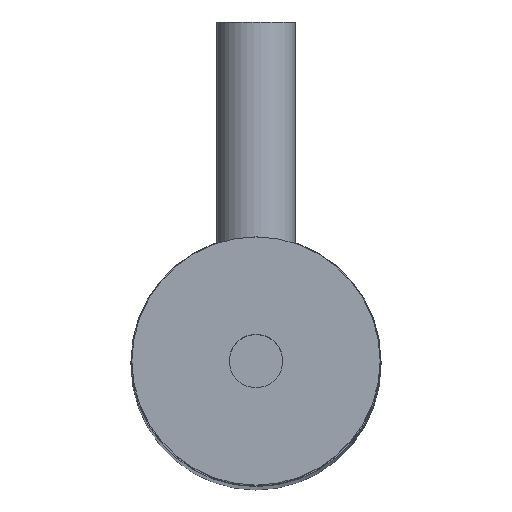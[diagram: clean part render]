
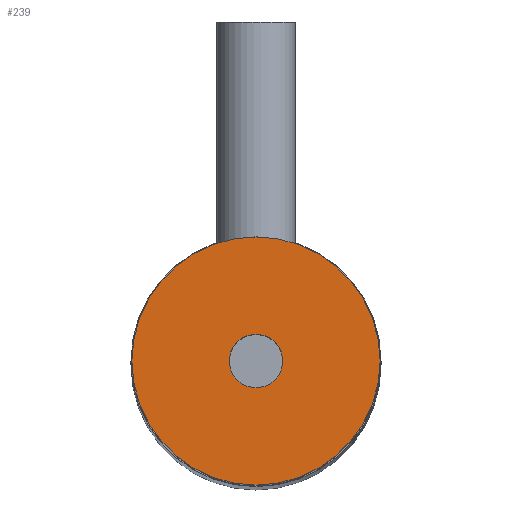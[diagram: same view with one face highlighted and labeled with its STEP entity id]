
A CAD part, top view. The second image highlights one B-rep face of the part: STEP entity #239.
In plain terms, the highlighted planar face has unit normal (0, 0, 1).
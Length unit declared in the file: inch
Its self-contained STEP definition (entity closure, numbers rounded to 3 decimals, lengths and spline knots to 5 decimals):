
#152 = VERTEX_POINT ( 'NONE', #941 ) ;
#154 = EDGE_CURVE ( 'NONE', #155, #152, #940, .T. ) ;
#155 = VERTEX_POINT ( 'NONE', #935 ) ;
#161 = EDGE_LOOP ( 'NONE', ( #162, #163 ) ) ;
#162 = ORIENTED_EDGE ( 'NONE', *, *, #238, .F. ) ;
#163 = ORIENTED_EDGE ( 'NONE', *, *, #176, .F. ) ;
#164 = EDGE_LOOP ( 'NONE', ( #165, #220 ) ) ;
#165 = ORIENTED_EDGE ( 'NONE', *, *, #154, .T. ) ;
#174 = VERTEX_POINT ( 'NONE', #976 ) ;
#176 = EDGE_CURVE ( 'NONE', #174, #177, #975, .T. ) ;
#177 = VERTEX_POINT ( 'NONE', #970 ) ;
#220 = ORIENTED_EDGE ( 'NONE', *, *, #221, .T. ) ;
#221 = EDGE_CURVE ( 'NONE', #152, #155, #1242, .T. ) ;
#238 = EDGE_CURVE ( 'NONE', #177, #174, #1290, .T. ) ;
#239 = ADVANCED_FACE ( 'NONE', ( #1285, #1284 ), #1323, .T. ) ;
#935 = CARTESIAN_POINT ( 'NONE',  ( -1.14513, -0.82085, 1.14421 ) ) ;
#936 = DIRECTION ( 'NONE',  ( 1., 0., 0. ) ) ;
#937 = DIRECTION ( 'NONE',  ( 0., 0., 1. ) ) ;
#938 = CARTESIAN_POINT ( 'NONE',  ( -1.39316, -0.82085, 1.14421 ) ) ;
#939 = AXIS2_PLACEMENT_3D ( 'NONE', #938, #937, #936 ) ;
#940 = CIRCLE ( 'NONE', #939, 0.24803 ) ;
#941 = CARTESIAN_POINT ( 'NONE',  ( -1.64119, -0.82085, 1.14421 ) ) ;
#970 = CARTESIAN_POINT ( 'NONE',  ( -1.33991, -0.82085, 1.14421 ) ) ;
#971 = DIRECTION ( 'NONE',  ( 1., 0., 0. ) ) ;
#972 = DIRECTION ( 'NONE',  ( 0., 0., 1. ) ) ;
#973 = CARTESIAN_POINT ( 'NONE',  ( -1.39316, -0.82085, 1.14421 ) ) ;
#974 = AXIS2_PLACEMENT_3D ( 'NONE', #973, #972, #971 ) ;
#975 = CIRCLE ( 'NONE', #974, 0.05325 ) ;
#976 = CARTESIAN_POINT ( 'NONE',  ( -1.44641, -0.82085, 1.14421 ) ) ;
#1234 = DIRECTION ( 'NONE',  ( 1., 0., 0. ) ) ;
#1235 = DIRECTION ( 'NONE',  ( 0., 0., 1. ) ) ;
#1236 = CARTESIAN_POINT ( 'NONE',  ( -1.39316, -0.82085, 1.14421 ) ) ;
#1237 = AXIS2_PLACEMENT_3D ( 'NONE', #1236, #1235, #1234 ) ;
#1242 = CIRCLE ( 'NONE', #1237, 0.24803 ) ;
#1284 = FACE_OUTER_BOUND ( 'NONE', #164, .T. ) ;
#1285 = FACE_BOUND ( 'NONE', #161, .T. ) ;
#1286 = DIRECTION ( 'NONE',  ( 1., 0., 0. ) ) ;
#1287 = DIRECTION ( 'NONE',  ( 0., 0., 1. ) ) ;
#1288 = CARTESIAN_POINT ( 'NONE',  ( -1.39316, -0.82085, 1.14421 ) ) ;
#1289 = AXIS2_PLACEMENT_3D ( 'NONE', #1288, #1287, #1286 ) ;
#1290 = CIRCLE ( 'NONE', #1289, 0.05325 ) ;
#1319 = DIRECTION ( 'NONE',  ( 1., 0., 0. ) ) ;
#1320 = DIRECTION ( 'NONE',  ( 0., 0., 1. ) ) ;
#1321 = CARTESIAN_POINT ( 'NONE',  ( -1.39316, -0.82085, 1.14421 ) ) ;
#1322 = AXIS2_PLACEMENT_3D ( 'NONE', #1321, #1320, #1319 ) ;
#1323 = PLANE ( 'NONE',  #1322 ) ;
